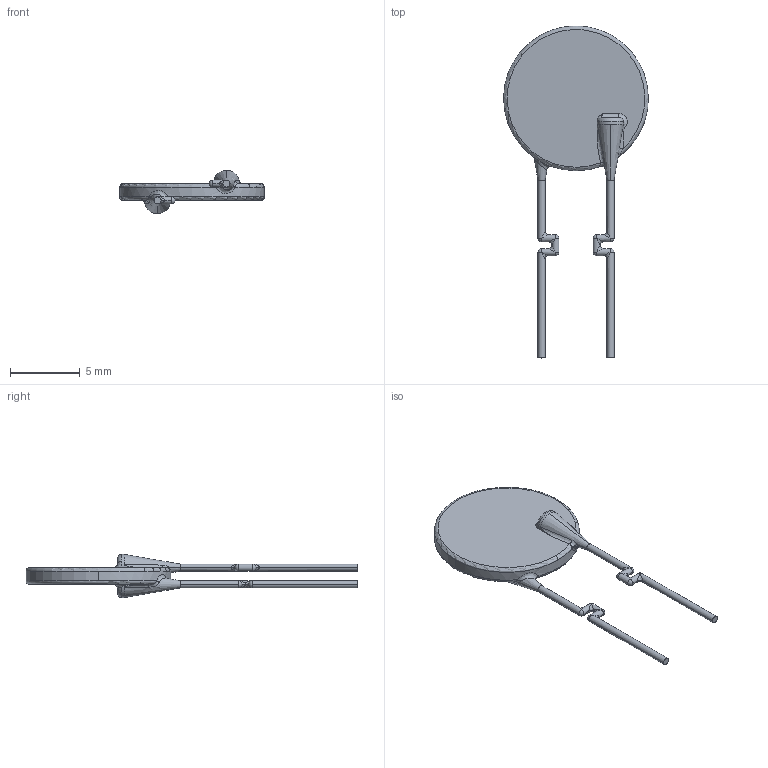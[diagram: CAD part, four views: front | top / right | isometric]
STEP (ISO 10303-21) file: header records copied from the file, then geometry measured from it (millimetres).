
FILE_DESCRIPTION((''),'2;1');
FILE_NAME('MF-R075','2012-07-25T',('ryans'),('Bourns, Inc.'),'PRO/ENGINEER BY PARAMETRIC TECHNOLOGY CORPORATION, 2010100','PRO/ENGINEER BY PARAMETRIC TECHNOLOGY CORPORATION, 2010100','');
FILE_SCHEMA(('CONFIG_CONTROL_DESIGN'));
Length unit declared in the file: millimetre
Products named in the file (1): MF-R075
Bounding box: 10.4 x 23.86 x 3.1 mm (x, y, z)
Volume: 114.3 mm3; surface area: 261.4 mm2
Topology: 1 solids, 1 shells, 78 faces, 182 edges, 106 vertices
Faces by surface type: bspline 32, cylinder 24, sphere 8, plane 6, cone 4, torus 4
Entity records: 5227 total; most frequent: CARTESIAN_POINT 3641, ORIENTED_EDGE 364, DIRECTION 274, EDGE_CURVE 182, AXIS2_PLACEMENT_3D 122, VERTEX_POINT 106, EDGE_LOOP 78, FACE_OUTER_BOUND 78
